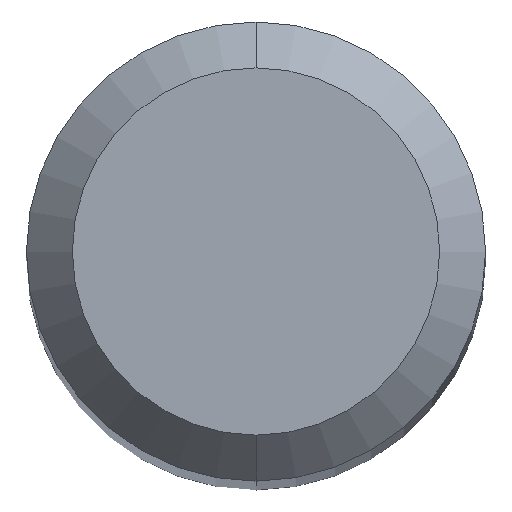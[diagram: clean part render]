
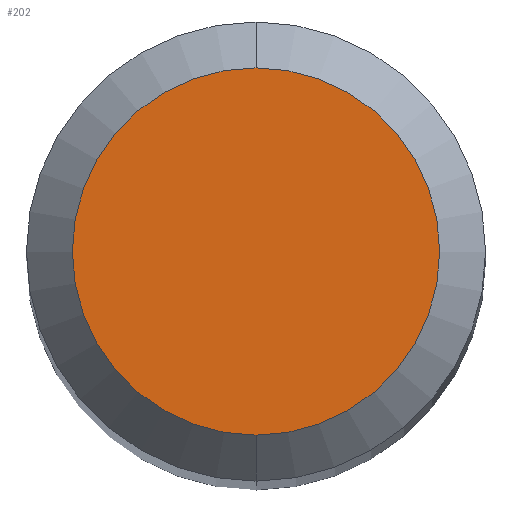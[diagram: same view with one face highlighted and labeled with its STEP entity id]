
A CAD part, top view. The second image highlights one B-rep face of the part: STEP entity #202.
In plain terms, the highlighted planar face has unit normal (0, 0, 1).
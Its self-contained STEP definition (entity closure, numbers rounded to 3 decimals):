
#120=EDGE_CURVE('',#166,#160,#278,.T.);
#160=VERTEX_POINT('',#323);
#166=VERTEX_POINT('',#329);
#202=ADVANCED_FACE('',(#371),#372,.T.);
#218=EDGE_CURVE('',#160,#166,#390,.T.);
#278=CIRCLE('',#458,1.2);
#323=CARTESIAN_POINT('',(0.0,1.2,0.0));
#329=CARTESIAN_POINT('',(0.,-1.2,0.0));
#371=FACE_OUTER_BOUND('',#571,.T.);
#372=PLANE('',#572);
#390=CIRCLE('',#594,1.2);
#458=AXIS2_PLACEMENT_3D('',#637,#638,#639);
#571=EDGE_LOOP('',(#761,#762));
#572=AXIS2_PLACEMENT_3D('',#763,#764,#765);
#594=AXIS2_PLACEMENT_3D('',#790,#791,#792);
#637=CARTESIAN_POINT('',(0.0,0.0,0.0));
#638=DIRECTION('',(0.0,0.0,-1.0));
#639=DIRECTION('',(0.0,1.0,0.0));
#761=ORIENTED_EDGE('',*,*,#218,.F.);
#762=ORIENTED_EDGE('',*,*,#120,.F.);
#763=CARTESIAN_POINT('',(0.0,0.6,0.0));
#764=DIRECTION('',(-0.0,0.0,1.0));
#765=DIRECTION('',(0.0,-1.0,0.0));
#790=CARTESIAN_POINT('',(0.0,0.0,0.0));
#791=DIRECTION('',(0.0,0.0,-1.0));
#792=DIRECTION('',(0.0,1.0,0.0));
